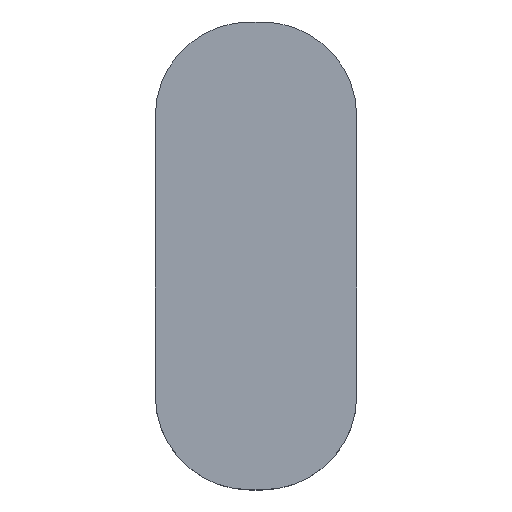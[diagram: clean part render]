
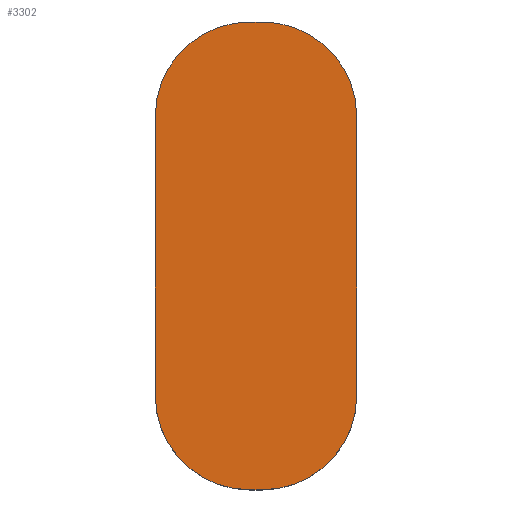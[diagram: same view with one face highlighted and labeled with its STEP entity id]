
A CAD part, top view. The second image highlights one B-rep face of the part: STEP entity #3302.
In plain terms, the highlighted planar face has unit normal (0, 0, 1).
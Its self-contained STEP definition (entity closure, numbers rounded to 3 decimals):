
#102 = DIRECTION ( 'NONE',  ( -1., 0., 0. ) ) ;
#128 = LINE ( 'NONE', #3036, #2465 ) ;
#165 = CARTESIAN_POINT ( 'NONE',  ( 4.512, 2.046, 2.7 ) ) ;
#168 = VERTEX_POINT ( 'NONE', #2621 ) ;
#175 = DIRECTION ( 'NONE',  ( 1., 0., 0. ) ) ;
#191 = ORIENTED_EDGE ( 'NONE', *, *, #3644, .T. ) ;
#256 = DIRECTION ( 'NONE',  ( -1., 0., 0. ) ) ;
#285 = VERTEX_POINT ( 'NONE', #787 ) ;
#361 = FACE_OUTER_BOUND ( 'NONE', #2278, .T. ) ;
#400 = CARTESIAN_POINT ( 'NONE',  ( 2.242, 7.957, 2.7 ) ) ;
#574 = EDGE_CURVE ( 'NONE', #3410, #3650, #4092, .T. ) ;
#636 = ORIENTED_EDGE ( 'NONE', *, *, #953, .T. ) ;
#644 = CARTESIAN_POINT ( 'NONE',  ( 4.242, 7.957, 2.7 ) ) ;
#782 = EDGE_CURVE ( 'NONE', #3563, #3541, #3907, .T. ) ;
#787 = CARTESIAN_POINT ( 'NONE',  ( 6.512, 2.046, 2.7 ) ) ;
#892 = CARTESIAN_POINT ( 'NONE',  ( 4.242, 0.046, 2.7 ) ) ;
#953 = EDGE_CURVE ( 'NONE', #1106, #285, #1484, .T. ) ;
#1106 = VERTEX_POINT ( 'NONE', #3913 ) ;
#1134 = CARTESIAN_POINT ( 'NONE',  ( 4.242, 9.957, 2.7 ) ) ;
#1155 = VECTOR ( 'NONE', #3536, 1000. ) ;
#1263 = DIRECTION ( 'NONE',  ( 0., 0., 1. ) ) ;
#1278 = PLANE ( 'NONE',  #3280 ) ;
#1282 = DIRECTION ( 'NONE',  ( 0., 0., 1. ) ) ;
#1298 = DIRECTION ( 'NONE',  ( 1., 0., 0. ) ) ;
#1484 = CIRCLE ( 'NONE', #4016, 2. ) ;
#1857 = AXIS2_PLACEMENT_3D ( 'NONE', #2822, #3792, #4046 ) ;
#1911 = VERTEX_POINT ( 'NONE', #892 ) ;
#1964 = ORIENTED_EDGE ( 'NONE', *, *, #782, .T. ) ;
#1977 = CIRCLE ( 'NONE', #1857, 2. ) ;
#2060 = CARTESIAN_POINT ( 'NONE',  ( 4.242, 2.046, 2.7 ) ) ;
#2278 = EDGE_LOOP ( 'NONE', ( #1964, #3529, #191, #636, #4098, #2312, #3986, #2495 ) ) ;
#2312 = ORIENTED_EDGE ( 'NONE', *, *, #3101, .T. ) ;
#2326 = CARTESIAN_POINT ( 'NONE',  ( 2.242, 2.046, 2.7 ) ) ;
#2465 = VECTOR ( 'NONE', #175, 1000. ) ;
#2486 = EDGE_CURVE ( 'NONE', #3650, #3563, #2615, .T. ) ;
#2495 = ORIENTED_EDGE ( 'NONE', *, *, #2486, .T. ) ;
#2559 = DIRECTION ( 'NONE',  ( 1., 0., 0. ) ) ;
#2579 = CARTESIAN_POINT ( 'NONE',  ( 6.512, 2.046, 2.7 ) ) ;
#2615 = CIRCLE ( 'NONE', #3273, 2. ) ;
#2621 = CARTESIAN_POINT ( 'NONE',  ( 6.512, 7.957, 2.7 ) ) ;
#2691 = DIRECTION ( 'NONE',  ( -1., 0., 0. ) ) ;
#2779 = EDGE_CURVE ( 'NONE', #285, #168, #3221, .T. ) ;
#2822 = CARTESIAN_POINT ( 'NONE',  ( 4.512, 7.957, 2.7 ) ) ;
#2826 = CARTESIAN_POINT ( 'NONE',  ( 4.512, 9.957, 2.7 ) ) ;
#2925 = CARTESIAN_POINT ( 'NONE',  ( 0., 0., 2.7 ) ) ;
#2983 = AXIS2_PLACEMENT_3D ( 'NONE', #2060, #3679, #102 ) ;
#3036 = CARTESIAN_POINT ( 'NONE',  ( 4.512, 0.046, 2.7 ) ) ;
#3049 = DIRECTION ( 'NONE',  ( 0., 0., 1. ) ) ;
#3101 = EDGE_CURVE ( 'NONE', #168, #3410, #1977, .T. ) ;
#3221 = LINE ( 'NONE', #2579, #1155 ) ;
#3270 = CARTESIAN_POINT ( 'NONE',  ( 2.242, 2.046, 2.7 ) ) ;
#3273 = AXIS2_PLACEMENT_3D ( 'NONE', #644, #1282, #2559 ) ;
#3280 = AXIS2_PLACEMENT_3D ( 'NONE', #2925, #1263, #1298 ) ;
#3302 = ADVANCED_FACE ( 'NONE', ( #361 ), #1278, .T. ) ;
#3410 = VERTEX_POINT ( 'NONE', #3899 ) ;
#3519 = EDGE_CURVE ( 'NONE', #3541, #1911, #3846, .T. ) ;
#3529 = ORIENTED_EDGE ( 'NONE', *, *, #3519, .T. ) ;
#3536 = DIRECTION ( 'NONE',  ( 0., 1., 0. ) ) ;
#3541 = VERTEX_POINT ( 'NONE', #3270 ) ;
#3563 = VERTEX_POINT ( 'NONE', #400 ) ;
#3595 = DIRECTION ( 'NONE',  ( 0., -1., 0. ) ) ;
#3644 = EDGE_CURVE ( 'NONE', #1911, #1106, #128, .T. ) ;
#3650 = VERTEX_POINT ( 'NONE', #1134 ) ;
#3679 = DIRECTION ( 'NONE',  ( 0., 0., 1. ) ) ;
#3792 = DIRECTION ( 'NONE',  ( 0., 0., 1. ) ) ;
#3827 = VECTOR ( 'NONE', #3595, 1000. ) ;
#3846 = CIRCLE ( 'NONE', #2983, 2. ) ;
#3899 = CARTESIAN_POINT ( 'NONE',  ( 4.512, 9.957, 2.7 ) ) ;
#3907 = LINE ( 'NONE', #2326, #3827 ) ;
#3913 = CARTESIAN_POINT ( 'NONE',  ( 4.512, 0.046, 2.7 ) ) ;
#3961 = VECTOR ( 'NONE', #256, 1000. ) ;
#3986 = ORIENTED_EDGE ( 'NONE', *, *, #574, .T. ) ;
#4016 = AXIS2_PLACEMENT_3D ( 'NONE', #165, #3049, #2691 ) ;
#4046 = DIRECTION ( 'NONE',  ( 1., 0., 0. ) ) ;
#4092 = LINE ( 'NONE', #2826, #3961 ) ;
#4098 = ORIENTED_EDGE ( 'NONE', *, *, #2779, .T. ) ;
